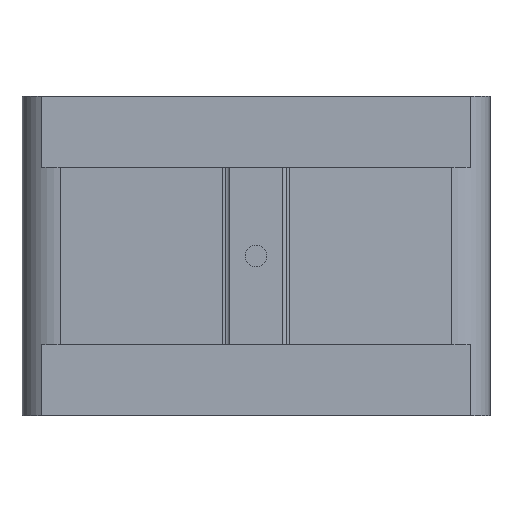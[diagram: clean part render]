
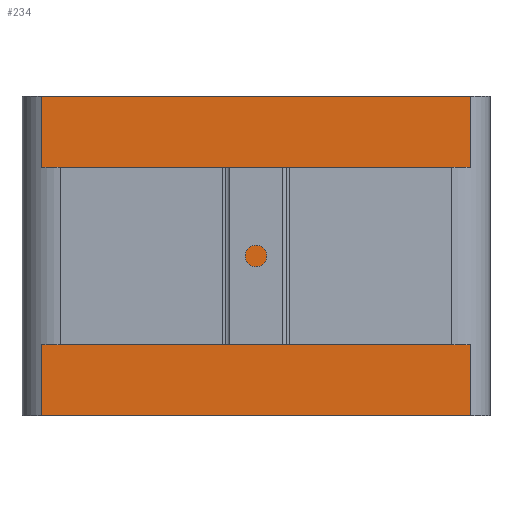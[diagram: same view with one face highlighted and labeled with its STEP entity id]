
A CAD part, front view. The second image highlights one B-rep face of the part: STEP entity #234.
In plain terms, the highlighted planar face has unit normal (0, -1, 0).
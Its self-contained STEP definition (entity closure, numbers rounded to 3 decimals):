
#92 = VERTEX_POINT ( 'NONE', #841 ) ;
#102 = EDGE_CURVE ( 'NONE', #138, #307, #833, .T. ) ;
#119 = EDGE_CURVE ( 'NONE', #725, #92, #957, .T. ) ;
#138 = VERTEX_POINT ( 'NONE', #757 ) ;
#174 = ORIENTED_EDGE ( 'NONE', *, *, #304, .F. ) ;
#178 = EDGE_LOOP ( 'NONE', ( #174, #365, #235, #237, #357, #356, #240, #361, #243, #239, #179, #180 ) ) ;
#179 = ORIENTED_EDGE ( 'NONE', *, *, #647, .T. ) ;
#180 = ORIENTED_EDGE ( 'NONE', *, *, #643, .T. ) ;
#191 = EDGE_CURVE ( 'NONE', #201, #405, #784, .T. ) ;
#194 = VERTEX_POINT ( 'NONE', #895 ) ;
#201 = VERTEX_POINT ( 'NONE', #779 ) ;
#234 = ADVANCED_FACE ( 'NONE', ( #1095 ), #1097, .F. ) ;
#235 = ORIENTED_EDGE ( 'NONE', *, *, #355, .F. ) ;
#237 = ORIENTED_EDGE ( 'NONE', *, *, #191, .T. ) ;
#239 = ORIENTED_EDGE ( 'NONE', *, *, #119, .F. ) ;
#240 = ORIENTED_EDGE ( 'NONE', *, *, #557, .T. ) ;
#241 = EDGE_CURVE ( 'NONE', #194, #92, #1079, .T. ) ;
#243 = ORIENTED_EDGE ( 'NONE', *, *, #241, .T. ) ;
#284 = VERTEX_POINT ( 'NONE', #1022 ) ;
#296 = EDGE_CURVE ( 'NONE', #284, #405, #1061, .T. ) ;
#304 = EDGE_CURVE ( 'NONE', #307, #320, #1047, .T. ) ;
#307 = VERTEX_POINT ( 'NONE', #1049 ) ;
#320 = VERTEX_POINT ( 'NONE', #993 ) ;
#331 = EDGE_CURVE ( 'NONE', #611, #194, #1217, .T. ) ;
#355 = EDGE_CURVE ( 'NONE', #201, #138, #1168, .T. ) ;
#356 = ORIENTED_EDGE ( 'NONE', *, *, #456, .T. ) ;
#357 = ORIENTED_EDGE ( 'NONE', *, *, #296, .F. ) ;
#361 = ORIENTED_EDGE ( 'NONE', *, *, #331, .T. ) ;
#365 = ORIENTED_EDGE ( 'NONE', *, *, #102, .F. ) ;
#405 = VERTEX_POINT ( 'NONE', #1338 ) ;
#456 = EDGE_CURVE ( 'NONE', #284, #567, #1309, .T. ) ;
#557 = EDGE_CURVE ( 'NONE', #567, #611, #1588, .T. ) ;
#567 = VERTEX_POINT ( 'NONE', #1454 ) ;
#611 = VERTEX_POINT ( 'NONE', #1663 ) ;
#643 = EDGE_CURVE ( 'NONE', #726, #320, #1494, .T. ) ;
#647 = EDGE_CURVE ( 'NONE', #725, #726, #1622, .T. ) ;
#725 = VERTEX_POINT ( 'NONE', #1689 ) ;
#726 = VERTEX_POINT ( 'NONE', #1691 ) ;
#757 = CARTESIAN_POINT ( 'NONE',  ( 6.045, -1.25, 4.5 ) ) ;
#760 = DIRECTION ( 'NONE',  ( 0., 0., -1. ) ) ;
#761 = VECTOR ( 'NONE', #760, 1000. ) ;
#762 = CARTESIAN_POINT ( 'NONE',  ( 6.045, -1.25, 4.5 ) ) ;
#779 = CARTESIAN_POINT ( 'NONE',  ( -6.045, -1.25, 4.5 ) ) ;
#780 = DIRECTION ( 'NONE',  ( 0., 0., -1. ) ) ;
#781 = VECTOR ( 'NONE', #780, 1000. ) ;
#782 = CARTESIAN_POINT ( 'NONE',  ( -6.045, -1.25, 4.5 ) ) ;
#784 = LINE ( 'NONE', #782, #781 ) ;
#822 = DIRECTION ( 'NONE',  ( 0., 0., -1. ) ) ;
#823 = VECTOR ( 'NONE', #822, 1000. ) ;
#832 = CARTESIAN_POINT ( 'NONE',  ( 6.045, -1.25, 4.5 ) ) ;
#833 = LINE ( 'NONE', #832, #823 ) ;
#841 = CARTESIAN_POINT ( 'NONE',  ( 6.045, -1.25, -4.5 ) ) ;
#895 = CARTESIAN_POINT ( 'NONE',  ( -6.045, -1.25, -4.5 ) ) ;
#957 = LINE ( 'NONE', #762, #761 ) ;
#993 = CARTESIAN_POINT ( 'NONE',  ( 5.62, -1.25, 2.5 ) ) ;
#1022 = CARTESIAN_POINT ( 'NONE',  ( -5.62, -1.25, 2.5 ) ) ;
#1039 = DIRECTION ( 'NONE',  ( -1., 0., 0. ) ) ;
#1040 = VECTOR ( 'NONE', #1039, 1000. ) ;
#1041 = CARTESIAN_POINT ( 'NONE',  ( 5.49, -1.25, 2.5 ) ) ;
#1047 = LINE ( 'NONE', #1041, #1040 ) ;
#1049 = CARTESIAN_POINT ( 'NONE',  ( 6.045, -1.25, 2.5 ) ) ;
#1058 = DIRECTION ( 'NONE',  ( -1., 0., 0. ) ) ;
#1059 = VECTOR ( 'NONE', #1058, 1000. ) ;
#1060 = CARTESIAN_POINT ( 'NONE',  ( 5.49, -1.25, 2.5 ) ) ;
#1061 = LINE ( 'NONE', #1060, #1059 ) ;
#1072 = DIRECTION ( 'NONE',  ( 1., 0., 0. ) ) ;
#1073 = VECTOR ( 'NONE', #1072, 1000. ) ;
#1076 = DIRECTION ( 'NONE',  ( -1., 0., 0. ) ) ;
#1077 = DIRECTION ( 'NONE',  ( 0., 1., 0. ) ) ;
#1078 = CARTESIAN_POINT ( 'NONE',  ( -6.045, -1.25, -4.5 ) ) ;
#1079 = LINE ( 'NONE', #1078, #1073 ) ;
#1086 = AXIS2_PLACEMENT_3D ( 'NONE', #1094, #1077, #1076 ) ;
#1094 = CARTESIAN_POINT ( 'NONE',  ( -6.045, -1.25, 4.5 ) ) ;
#1095 = FACE_OUTER_BOUND ( 'NONE', #178, .T. ) ;
#1097 = PLANE ( 'NONE',  #1086 ) ;
#1165 = DIRECTION ( 'NONE',  ( 1., 0., 0. ) ) ;
#1166 = VECTOR ( 'NONE', #1165, 1000. ) ;
#1167 = CARTESIAN_POINT ( 'NONE',  ( -6.045, -1.25, 4.5 ) ) ;
#1168 = LINE ( 'NONE', #1167, #1166 ) ;
#1207 = DIRECTION ( 'NONE',  ( 0., 0., -1. ) ) ;
#1215 = VECTOR ( 'NONE', #1207, 1000. ) ;
#1216 = CARTESIAN_POINT ( 'NONE',  ( -6.045, -1.25, 4.5 ) ) ;
#1217 = LINE ( 'NONE', #1216, #1215 ) ;
#1295 = DIRECTION ( 'NONE',  ( 0., 0., -1. ) ) ;
#1296 = VECTOR ( 'NONE', #1295, 1000. ) ;
#1297 = CARTESIAN_POINT ( 'NONE',  ( -5.62, -1.25, 2.5 ) ) ;
#1309 = LINE ( 'NONE', #1297, #1296 ) ;
#1338 = CARTESIAN_POINT ( 'NONE',  ( -6.045, -1.25, 2.5 ) ) ;
#1454 = CARTESIAN_POINT ( 'NONE',  ( -5.62, -1.25, -2.5 ) ) ;
#1471 = VECTOR ( 'NONE', #1482, 1000. ) ;
#1476 = CARTESIAN_POINT ( 'NONE',  ( 5.49, -1.25, -2.5 ) ) ;
#1482 = DIRECTION ( 'NONE',  ( -1., 0., 0. ) ) ;
#1483 = VECTOR ( 'NONE', #1579, 1000. ) ;
#1484 = CARTESIAN_POINT ( 'NONE',  ( 5.49, -1.25, -2.5 ) ) ;
#1491 = DIRECTION ( 'NONE',  ( 0., 0., 1. ) ) ;
#1492 = VECTOR ( 'NONE', #1491, 1000. ) ;
#1493 = CARTESIAN_POINT ( 'NONE',  ( 5.62, -1.25, 2.5 ) ) ;
#1494 = LINE ( 'NONE', #1493, #1492 ) ;
#1579 = DIRECTION ( 'NONE',  ( -1., 0., 0. ) ) ;
#1588 = LINE ( 'NONE', #1476, #1471 ) ;
#1622 = LINE ( 'NONE', #1484, #1483 ) ;
#1663 = CARTESIAN_POINT ( 'NONE',  ( -6.045, -1.25, -2.5 ) ) ;
#1689 = CARTESIAN_POINT ( 'NONE',  ( 6.045, -1.25, -2.5 ) ) ;
#1691 = CARTESIAN_POINT ( 'NONE',  ( 5.62, -1.25, -2.5 ) ) ;
